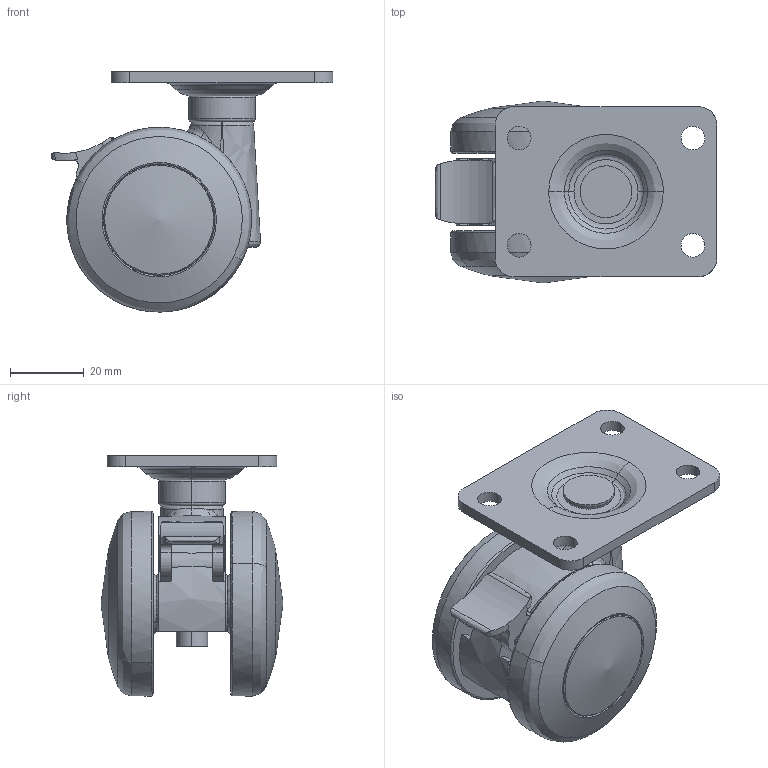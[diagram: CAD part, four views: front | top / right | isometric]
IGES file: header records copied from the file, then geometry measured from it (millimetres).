
Start section: ------------------------------------------------------------------------
Global section: file name: PC003.16728.TCA_A50SBF47X29_2160.igs; native system: spGate; preprocessor: ver18.9.1 (****-****-****-****); author: Unknown; organization: Unknown; date: 221104.144706; units: millimetre
Bounding box: 76.25 x 49.24 x 65 mm (x, y, z)
Volume: 70372.6 mm3; surface area: 32277 mm2
Topology: 5 solids, 5 shells, 228 faces, 548 edges, 346 vertices
Faces by surface type: bspline 228
